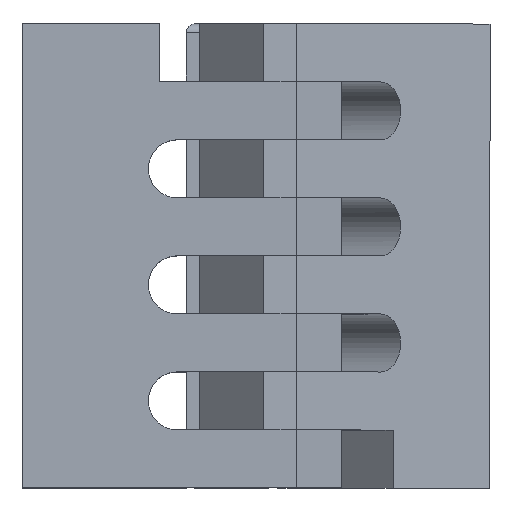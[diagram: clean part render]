
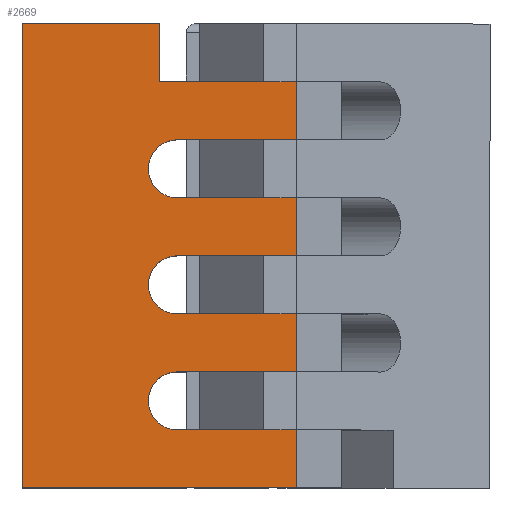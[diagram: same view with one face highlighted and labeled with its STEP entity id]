
A CAD part, top view. The second image highlights one B-rep face of the part: STEP entity #2669.
In plain terms, the highlighted planar face has unit normal (0, 0, 1).
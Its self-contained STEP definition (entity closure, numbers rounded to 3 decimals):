
#5 = DIRECTION ( 'NONE',  ( 0., 0., 1. ) ) ;
#30 = DIRECTION ( 'NONE',  ( 1., 0., 0. ) ) ;
#88 = DIRECTION ( 'NONE',  ( 1., 0., 0. ) ) ;
#173 = LINE ( 'NONE', #2591, #1277 ) ;
#205 = DIRECTION ( 'NONE',  ( 0., 1., 0. ) ) ;
#295 = CARTESIAN_POINT ( 'NONE',  ( 12.5, 0., 5. ) ) ;
#308 = ORIENTED_EDGE ( 'NONE', *, *, #871, .F. ) ;
#348 = ORIENTED_EDGE ( 'NONE', *, *, #2852, .F. ) ;
#375 = CARTESIAN_POINT ( 'NONE',  ( -0.5, 3.175, 5. ) ) ;
#381 = ORIENTED_EDGE ( 'NONE', *, *, #1200, .T. ) ;
#426 = EDGE_CURVE ( 'NONE', #3057, #3376, #2537, .T. ) ;
#511 = EDGE_CURVE ( 'NONE', #3057, #1572, #2586, .T. ) ;
#512 = EDGE_CURVE ( 'NONE', #1410, #935, #3111, .T. ) ;
#517 = CARTESIAN_POINT ( 'NONE',  ( 17.5, -9.525, 5. ) ) ;
#565 = CARTESIAN_POINT ( 'NONE',  ( 17.5, 9.525, 5. ) ) ;
#590 = VERTEX_POINT ( 'NONE', #1248 ) ;
#597 = VERTEX_POINT ( 'NONE', #3216 ) ;
#616 = DIRECTION ( 'NONE',  ( 1., 0., 0. ) ) ;
#634 = VERTEX_POINT ( 'NONE', #1621 ) ;
#638 = ORIENTED_EDGE ( 'NONE', *, *, #511, .T. ) ;
#654 = CARTESIAN_POINT ( 'NONE',  ( -17.5, 25., 5. ) ) ;
#688 = CARTESIAN_POINT ( 'NONE',  ( -2.5, 22.225, 5. ) ) ;
#709 = DIRECTION ( 'NONE',  ( 0., 1., 0. ) ) ;
#747 = CARTESIAN_POINT ( 'NONE',  ( 12.5, 15.875, 5. ) ) ;
#757 = LINE ( 'NONE', #517, #1057 ) ;
#821 = CARTESIAN_POINT ( 'NONE',  ( 12.5, -15.875, 5. ) ) ;
#822 = DIRECTION ( 'NONE',  ( 1., 0., 0. ) ) ;
#829 = CIRCLE ( 'NONE', #3027, 3.175 ) ;
#870 = CARTESIAN_POINT ( 'NONE',  ( 12.5, -22.225, 5. ) ) ;
#871 = EDGE_CURVE ( 'NONE', #1999, #1265, #1895, .T. ) ;
#935 = VERTEX_POINT ( 'NONE', #1040 ) ;
#949 = VECTOR ( 'NONE', #30, 1000. ) ;
#958 = CARTESIAN_POINT ( 'NONE',  ( -0.5, 0., 5. ) ) ;
#988 = CARTESIAN_POINT ( 'NONE',  ( 12.5, 0., 5. ) ) ;
#1019 = DIRECTION ( 'NONE',  ( 0., 0., 1. ) ) ;
#1040 = CARTESIAN_POINT ( 'NONE',  ( 12.5, 22.225, 5. ) ) ;
#1057 = VECTOR ( 'NONE', #3432, 1000. ) ;
#1090 = VERTEX_POINT ( 'NONE', #870 ) ;
#1200 = EDGE_CURVE ( 'NONE', #3332, #1090, #1372, .T. ) ;
#1212 = EDGE_CURVE ( 'NONE', #1476, #590, #3291, .T. ) ;
#1248 = CARTESIAN_POINT ( 'NONE',  ( 12.5, -3.175, 5. ) ) ;
#1249 = DIRECTION ( 'NONE',  ( 1., 0., 0. ) ) ;
#1265 = VERTEX_POINT ( 'NONE', #688 ) ;
#1277 = VECTOR ( 'NONE', #1544, 1000. ) ;
#1286 = DIRECTION ( 'NONE',  ( 1., 0., 0. ) ) ;
#1349 = CARTESIAN_POINT ( 'NONE',  ( -0.5, 9.525, 5. ) ) ;
#1358 = VERTEX_POINT ( 'NONE', #2858 ) ;
#1370 = ORIENTED_EDGE ( 'NONE', *, *, #2596, .F. ) ;
#1372 = LINE ( 'NONE', #1681, #1606 ) ;
#1388 = DIRECTION ( 'NONE',  ( 0., -1., 0. ) ) ;
#1396 = AXIS2_PLACEMENT_3D ( 'NONE', #2901, #1019, #822 ) ;
#1410 = VERTEX_POINT ( 'NONE', #747 ) ;
#1422 = ORIENTED_EDGE ( 'NONE', *, *, #2843, .F. ) ;
#1476 = VERTEX_POINT ( 'NONE', #2888 ) ;
#1490 = CARTESIAN_POINT ( 'NONE',  ( 12.5, 0., 5. ) ) ;
#1495 = ORIENTED_EDGE ( 'NONE', *, *, #2504, .T. ) ;
#1500 = LINE ( 'NONE', #988, #1512 ) ;
#1512 = VECTOR ( 'NONE', #205, 1000. ) ;
#1520 = DIRECTION ( 'NONE',  ( 1., 0., 0. ) ) ;
#1544 = DIRECTION ( 'NONE',  ( -1., 0., 0. ) ) ;
#1572 = VERTEX_POINT ( 'NONE', #3231 ) ;
#1601 = VECTOR ( 'NONE', #2832, 1000. ) ;
#1606 = VECTOR ( 'NONE', #88, 1000. ) ;
#1616 = CIRCLE ( 'NONE', #1396, 3.175 ) ;
#1621 = CARTESIAN_POINT ( 'NONE',  ( -0.5, -9.525, 5. ) ) ;
#1637 = EDGE_CURVE ( 'NONE', #2233, #2221, #3240, .T. ) ;
#1640 = ORIENTED_EDGE ( 'NONE', *, *, #2568, .F. ) ;
#1649 = CARTESIAN_POINT ( 'NONE',  ( 12.5, 3.175, 5. ) ) ;
#1661 = CARTESIAN_POINT ( 'NONE',  ( 17.5, -15.875, 5. ) ) ;
#1679 = VECTOR ( 'NONE', #1286, 1000. ) ;
#1681 = CARTESIAN_POINT ( 'NONE',  ( -17.5, -22.225, 5. ) ) ;
#1730 = ORIENTED_EDGE ( 'NONE', *, *, #1637, .F. ) ;
#1756 = CARTESIAN_POINT ( 'NONE',  ( -0.5, 15.875, 5. ) ) ;
#1768 = ORIENTED_EDGE ( 'NONE', *, *, #426, .F. ) ;
#1788 = ORIENTED_EDGE ( 'NONE', *, *, #2030, .F. ) ;
#1791 = VECTOR ( 'NONE', #1249, 1000. ) ;
#1818 = VERTEX_POINT ( 'NONE', #1756 ) ;
#1820 = CARTESIAN_POINT ( 'NONE',  ( 12.5, 0., 5. ) ) ;
#1823 = CARTESIAN_POINT ( 'NONE',  ( -0.5, -15.875, 5. ) ) ;
#1839 = VECTOR ( 'NONE', #2789, 1000. ) ;
#1892 = CIRCLE ( 'NONE', #2348, 3.175 ) ;
#1895 = LINE ( 'NONE', #3211, #2794 ) ;
#1916 = ORIENTED_EDGE ( 'NONE', *, *, #2485, .F. ) ;
#1939 = LINE ( 'NONE', #654, #1839 ) ;
#1965 = DIRECTION ( 'NONE',  ( 0., 1., 0. ) ) ;
#1999 = VERTEX_POINT ( 'NONE', #3371 ) ;
#2005 = VECTOR ( 'NONE', #2796, 1000. ) ;
#2028 = DIRECTION ( 'NONE',  ( 0., 0., 1. ) ) ;
#2030 = EDGE_CURVE ( 'NONE', #1410, #1818, #173, .T. ) ;
#2080 = CARTESIAN_POINT ( 'NONE',  ( 17.5, -3.175, 5. ) ) ;
#2106 = EDGE_CURVE ( 'NONE', #3376, #1358, #829, .T. ) ;
#2177 = LINE ( 'NONE', #565, #2405 ) ;
#2221 = VERTEX_POINT ( 'NONE', #821 ) ;
#2233 = VERTEX_POINT ( 'NONE', #1823 ) ;
#2240 = ORIENTED_EDGE ( 'NONE', *, *, #2610, .T. ) ;
#2328 = FACE_OUTER_BOUND ( 'NONE', #2536, .T. ) ;
#2344 = LINE ( 'NONE', #2080, #1679 ) ;
#2348 = AXIS2_PLACEMENT_3D ( 'NONE', #3071, #2508, #616 ) ;
#2405 = VECTOR ( 'NONE', #3299, 1000. ) ;
#2432 = ORIENTED_EDGE ( 'NONE', *, *, #3373, .F. ) ;
#2435 = ORIENTED_EDGE ( 'NONE', *, *, #512, .T. ) ;
#2485 = EDGE_CURVE ( 'NONE', #1818, #2924, #1892, .T. ) ;
#2504 = EDGE_CURVE ( 'NONE', #597, #3332, #1939, .T. ) ;
#2508 = DIRECTION ( 'NONE',  ( 0., 0., 1. ) ) ;
#2536 = EDGE_LOOP ( 'NONE', ( #381, #2240, #1730, #348, #1422, #3408, #1370, #2855, #1768, #638, #2432, #1916, #1788, #2435, #1640, #308, #3204, #1495 ) ) ;
#2537 = LINE ( 'NONE', #3349, #2005 ) ;
#2554 = LINE ( 'NONE', #3113, #1791 ) ;
#2568 = EDGE_CURVE ( 'NONE', #1265, #935, #3387, .T. ) ;
#2586 = LINE ( 'NONE', #1490, #3011 ) ;
#2591 = CARTESIAN_POINT ( 'NONE',  ( 17.5, 15.875, 5. ) ) ;
#2596 = EDGE_CURVE ( 'NONE', #1358, #590, #2344, .T. ) ;
#2610 = EDGE_CURVE ( 'NONE', #1090, #2221, #1500, .T. ) ;
#2621 = CARTESIAN_POINT ( 'NONE',  ( -17.5, 22.225, 5. ) ) ;
#2669 = ADVANCED_FACE ( 'NONE', ( #2328 ), #3230, .T. ) ;
#2789 = DIRECTION ( 'NONE',  ( 0., -1., 0. ) ) ;
#2794 = VECTOR ( 'NONE', #1388, 1000. ) ;
#2796 = DIRECTION ( 'NONE',  ( -1., 0., 0. ) ) ;
#2832 = DIRECTION ( 'NONE',  ( 0., 1., 0. ) ) ;
#2843 = EDGE_CURVE ( 'NONE', #1476, #634, #757, .T. ) ;
#2852 = EDGE_CURVE ( 'NONE', #634, #2233, #1616, .T. ) ;
#2855 = ORIENTED_EDGE ( 'NONE', *, *, #2106, .F. ) ;
#2858 = CARTESIAN_POINT ( 'NONE',  ( -0.5, -3.175, 5. ) ) ;
#2888 = CARTESIAN_POINT ( 'NONE',  ( 12.5, -9.525, 5. ) ) ;
#2901 = CARTESIAN_POINT ( 'NONE',  ( -0.5, -12.7, 5. ) ) ;
#2924 = VERTEX_POINT ( 'NONE', #1349 ) ;
#2973 = DIRECTION ( 'NONE',  ( 1., 0., 0. ) ) ;
#3011 = VECTOR ( 'NONE', #709, 1000. ) ;
#3027 = AXIS2_PLACEMENT_3D ( 'NONE', #958, #2028, #3100 ) ;
#3057 = VERTEX_POINT ( 'NONE', #1649 ) ;
#3071 = CARTESIAN_POINT ( 'NONE',  ( -0.5, 12.7, 5. ) ) ;
#3100 = DIRECTION ( 'NONE',  ( 1., 0., 0. ) ) ;
#3111 = LINE ( 'NONE', #1820, #1601 ) ;
#3113 = CARTESIAN_POINT ( 'NONE',  ( -17.5, 28.575, 5. ) ) ;
#3148 = EDGE_CURVE ( 'NONE', #597, #1999, #2554, .T. ) ;
#3193 = CARTESIAN_POINT ( 'NONE',  ( -17.5, -22.225, 5. ) ) ;
#3204 = ORIENTED_EDGE ( 'NONE', *, *, #3148, .F. ) ;
#3211 = CARTESIAN_POINT ( 'NONE',  ( -2.5, 28.575, 5. ) ) ;
#3213 = CARTESIAN_POINT ( 'NONE',  ( 0., 0., 5. ) ) ;
#3216 = CARTESIAN_POINT ( 'NONE',  ( -17.5, 28.575, 5. ) ) ;
#3230 = PLANE ( 'NONE',  #3243 ) ;
#3231 = CARTESIAN_POINT ( 'NONE',  ( 12.5, 9.525, 5. ) ) ;
#3240 = LINE ( 'NONE', #1661, #949 ) ;
#3243 = AXIS2_PLACEMENT_3D ( 'NONE', #3213, #5, #2973 ) ;
#3291 = LINE ( 'NONE', #295, #3399 ) ;
#3299 = DIRECTION ( 'NONE',  ( 1., 0., 0. ) ) ;
#3332 = VERTEX_POINT ( 'NONE', #3193 ) ;
#3349 = CARTESIAN_POINT ( 'NONE',  ( 17.5, 3.175, 5. ) ) ;
#3371 = CARTESIAN_POINT ( 'NONE',  ( -2.5, 28.575, 5. ) ) ;
#3373 = EDGE_CURVE ( 'NONE', #2924, #1572, #2177, .T. ) ;
#3376 = VERTEX_POINT ( 'NONE', #375 ) ;
#3387 = LINE ( 'NONE', #2621, #3407 ) ;
#3399 = VECTOR ( 'NONE', #1965, 1000. ) ;
#3407 = VECTOR ( 'NONE', #1520, 1000. ) ;
#3408 = ORIENTED_EDGE ( 'NONE', *, *, #1212, .T. ) ;
#3432 = DIRECTION ( 'NONE',  ( -1., 0., 0. ) ) ;
